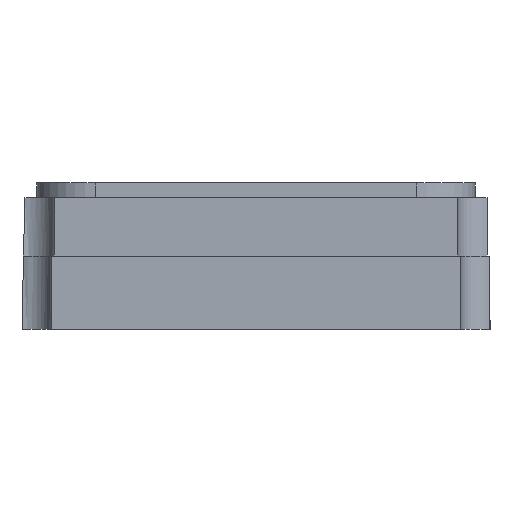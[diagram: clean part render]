
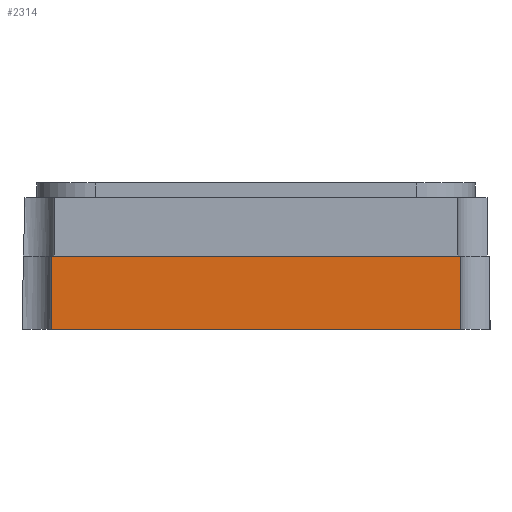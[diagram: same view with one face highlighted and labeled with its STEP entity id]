
A CAD part, front view. The second image highlights one B-rep face of the part: STEP entity #2314.
In plain terms, the highlighted face is planar.
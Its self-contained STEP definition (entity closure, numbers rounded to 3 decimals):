
#178=LINE('',#2854,#276);
#187=LINE('',#2888,#285);
#194=LINE('',#2908,#292);
#195=LINE('',#2912,#293);
#276=VECTOR('',#2531,1000.);
#285=VECTOR('',#2560,1000.);
#292=VECTOR('',#2579,1000.);
#293=VECTOR('',#2584,1000.);
#416=ORIENTED_EDGE('',*,*,#908,.T.);
#417=ORIENTED_EDGE('',*,*,#906,.F.);
#418=ORIENTED_EDGE('',*,*,#880,.F.);
#419=ORIENTED_EDGE('',*,*,#897,.T.);
#880=EDGE_CURVE('',#1132,#1133,#178,.T.);
#897=EDGE_CURVE('',#1132,#1147,#187,.T.);
#906=EDGE_CURVE('',#1133,#1151,#194,.T.);
#908=EDGE_CURVE('',#1147,#1151,#195,.T.);
#1132=VERTEX_POINT('',#2853);
#1133=VERTEX_POINT('',#2855);
#1147=VERTEX_POINT('',#2887);
#1151=VERTEX_POINT('',#2909);
#1330=EDGE_LOOP('',(#416,#417,#418,#419));
#1440=FACE_BOUND('',#1330,.T.);
#1546=PLANE('',#2431);
#2314=ADVANCED_FACE('',(#1440),#1546,.F.);
#2431=AXIS2_PLACEMENT_3D('',#2911,#2582,#2583);
#2531=DIRECTION('',(0.,1.,0.));
#2560=DIRECTION('',(0.,0.,-1.));
#2579=DIRECTION('',(0.,0.,-1.));
#2582=DIRECTION('',(-1.,0.,0.));
#2583=DIRECTION('',(0.,0.,1.));
#2584=DIRECTION('',(0.,1.,0.));
#2853=CARTESIAN_POINT('',(1.,-0.7,0.25));
#2854=CARTESIAN_POINT('',(1.,-0.7,0.25));
#2855=CARTESIAN_POINT('',(1.,0.7,0.25));
#2887=CARTESIAN_POINT('',(1.,-0.7,0.));
#2888=CARTESIAN_POINT('',(1.,-0.7,0.25));
#2908=CARTESIAN_POINT('',(1.,0.7,0.25));
#2909=CARTESIAN_POINT('',(1.,0.7,0.));
#2911=CARTESIAN_POINT('',(1.,-0.7,0.25));
#2912=CARTESIAN_POINT('',(1.,-0.7,0.));
